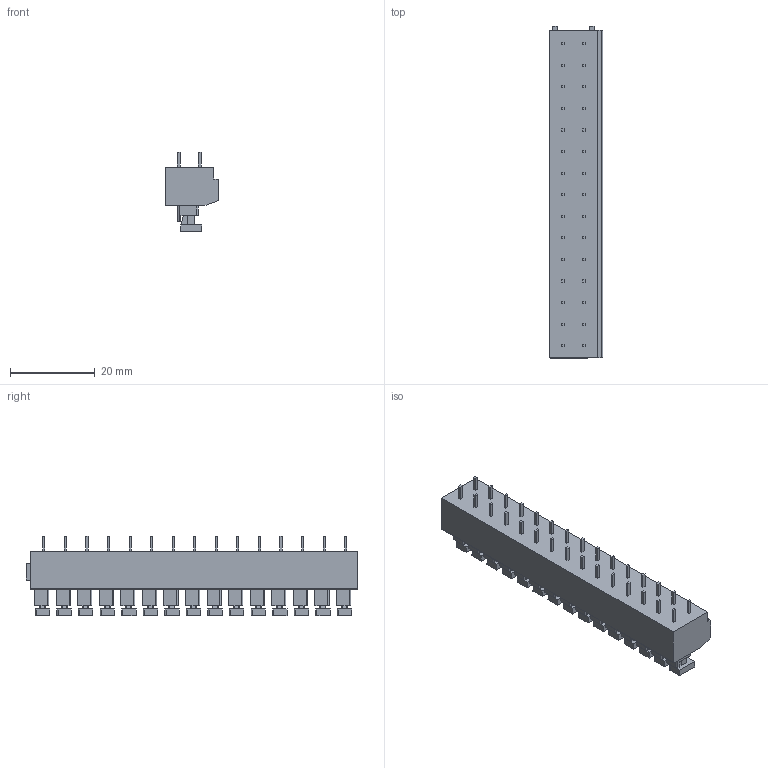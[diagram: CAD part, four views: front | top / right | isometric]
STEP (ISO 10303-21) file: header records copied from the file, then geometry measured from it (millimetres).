
FILE_DESCRIPTION((''),'2;1');
FILE_NAME('TLM-301R','2024-10-09T10:58:13',('tluser'),(''),'CREO PARAMETRIC BY PTC INC, 2018100','CREO PARAMETRIC BY PTC INC, 2018100','');
FILE_SCHEMA(('CONFIG_CONTROL_DESIGN'));
Length unit declared in the file: millimetre
Products named in the file (1): TLM-301R
Bounding box: 12.6 x 78.2 x 18.7 mm (x, y, z)
Volume: 9091.5 mm3; surface area: 6092.2 mm2
Topology: 1 solids, 1 shells, 742 faces, 1884 edges, 1236 vertices
Faces by surface type: plane 619, cylinder 93, cone 30
Entity records: 22312 total; most frequent: CARTESIAN_POINT 4312, ORIENTED_EDGE 3768, DIRECTION 3494, EDGE_CURVE 1884, VECTOR 1578, LINE 1578, VERTEX_POINT 1236, AXIS2_PLACEMENT_3D 958
